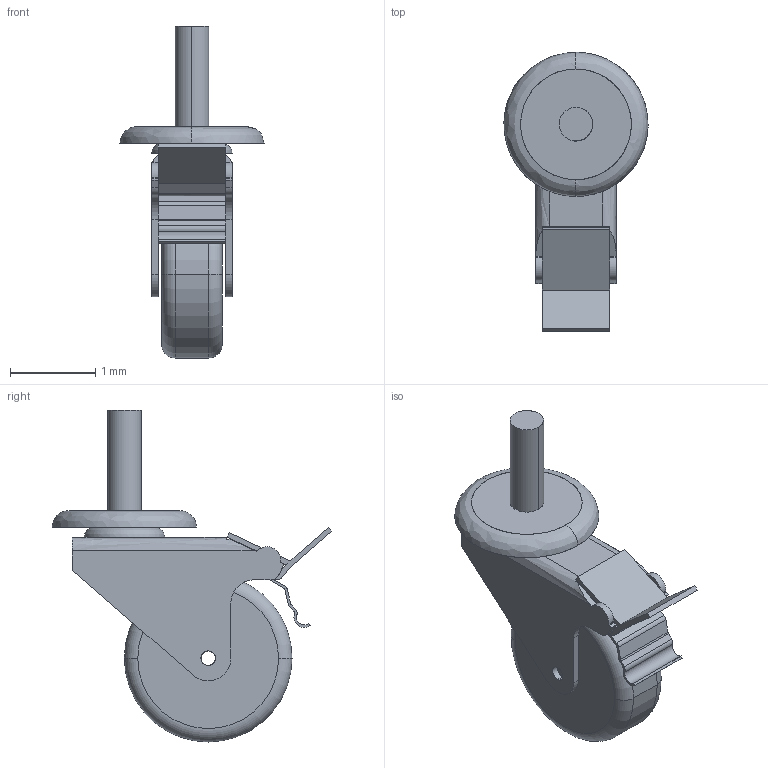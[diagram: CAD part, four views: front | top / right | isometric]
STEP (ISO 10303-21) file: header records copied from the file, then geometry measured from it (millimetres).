
FILE_DESCRIPTION((''),'2;1');
FILE_NAME('13CA8100.stp','2015-07-14T15:43:49',(''),(''),'Mechanical Desktop 2011','Mechanical Desktop 2011',', , ');
FILE_SCHEMA(('CONFIG_CONTROL_DESIGN'));
Length unit declared in the file: millimetre
Products named in the file (1): Product
Bounding box: 1.69 x 3.28 x 3.9 mm (x, y, z)
Volume: 2.1 mm3; surface area: 33.3 mm2
Topology: 1 solids, 1 shells, 104 faces, 533 edges, 525 vertices
Faces by surface type: bspline 94, torus 4, cylinder 4, plane 2
Entity records: 6541 total; most frequent: CARTESIAN_POINT 4087, QUASI_UNIFORM_CURVE 768, PCURVE 513, COMPOSITE_CURVE_SEGMENT 513, OUTER_BOUNDARY_CURVE 94, CURVE_BOUNDED_SURFACE 94, B_SPLINE_CURVE_WITH_KNOTS 81, DIRECTION 58
